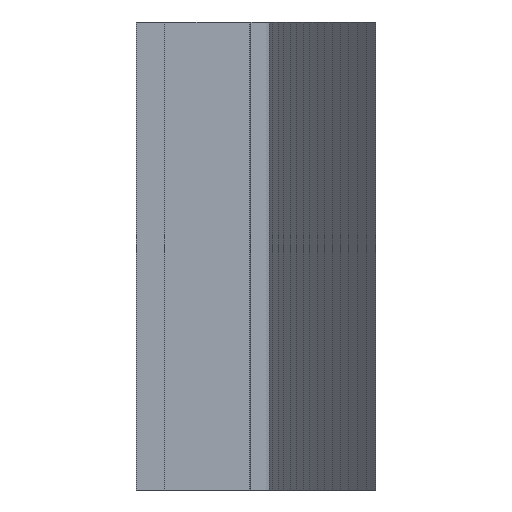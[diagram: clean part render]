
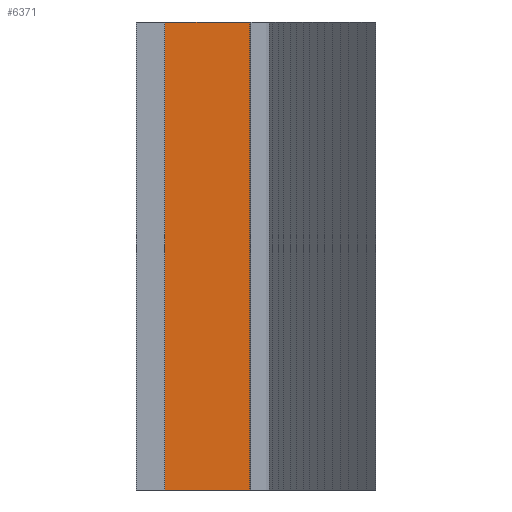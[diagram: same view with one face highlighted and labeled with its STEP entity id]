
A CAD part, left-side view. The second image highlights one B-rep face of the part: STEP entity #6371.
In plain terms, the highlighted planar face has unit normal (-1, 0, 0).
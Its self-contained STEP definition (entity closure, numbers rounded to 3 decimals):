
#3972 = PLANE('',#3973);
#3973 = AXIS2_PLACEMENT_3D('',#3974,#3975,#3976);
#3974 = CARTESIAN_POINT('',(10.,-92.108,10.));
#3975 = DIRECTION('',(0.,0.,1.));
#3976 = DIRECTION('',(1.,0.,-0.));
#4026 = PLANE('',#4027);
#4027 = AXIS2_PLACEMENT_3D('',#4028,#4029,#4030);
#4028 = CARTESIAN_POINT('',(10.,-92.108,0.));
#4029 = DIRECTION('',(0.,0.,1.));
#4030 = DIRECTION('',(1.,0.,-0.));
#4587 = VERTEX_POINT('',#4588);
#4588 = CARTESIAN_POINT('',(-31.,-90.489,10.));
#4602 = PLANE('',#4603);
#4603 = AXIS2_PLACEMENT_3D('',#4604,#4605,#4606);
#4604 = CARTESIAN_POINT('',(-28.,-92.221,8.));
#4605 = DIRECTION('',(-0.5,-0.866,0.));
#4606 = DIRECTION('',(-0.866,0.5,0.));
#4614 = EDGE_CURVE('',#4587,#4615,#4617,.T.);
#4615 = VERTEX_POINT('',#4616);
#4616 = CARTESIAN_POINT('',(-31.,-92.302,10.));
#4617 = SURFACE_CURVE('',#4618,(#4622,#4629),.PCURVE_S1.);
#4618 = LINE('',#4619,#4620);
#4619 = CARTESIAN_POINT('',(-31.,-90.489,10.));
#4620 = VECTOR('',#4621,1.);
#4621 = DIRECTION('',(0.,-1.,0.));
#4622 = PCURVE('',#3972,#4623);
#4623 = DEFINITIONAL_REPRESENTATION('',(#4624),#4628);
#4624 = LINE('',#4625,#4626);
#4625 = CARTESIAN_POINT('',(-41.,1.619));
#4626 = VECTOR('',#4627,1.);
#4627 = DIRECTION('',(0.,-1.));
#4628 = ( GEOMETRIC_REPRESENTATION_CONTEXT(2) 
PARAMETRIC_REPRESENTATION_CONTEXT() REPRESENTATION_CONTEXT('2D SPACE',''
  ) );
#4629 = PCURVE('',#4630,#4635);
#4630 = PLANE('',#4631);
#4631 = AXIS2_PLACEMENT_3D('',#4632,#4633,#4634);
#4632 = CARTESIAN_POINT('',(-31.,-90.489,8.));
#4633 = DIRECTION('',(1.,0.,0.));
#4634 = DIRECTION('',(0.,-1.,0.));
#4635 = DEFINITIONAL_REPRESENTATION('',(#4636),#4640);
#4636 = LINE('',#4637,#4638);
#4637 = CARTESIAN_POINT('',(0.,-2.));
#4638 = VECTOR('',#4639,1.);
#4639 = DIRECTION('',(1.,0.));
#4640 = ( GEOMETRIC_REPRESENTATION_CONTEXT(2) 
PARAMETRIC_REPRESENTATION_CONTEXT() REPRESENTATION_CONTEXT('2D SPACE',''
  ) );
#4658 = PLANE('',#4659);
#4659 = AXIS2_PLACEMENT_3D('',#4660,#4661,#4662);
#4660 = CARTESIAN_POINT('',(-32.,-92.39,8.));
#4661 = DIRECTION('',(-0.087,0.996,0.));
#4662 = DIRECTION('',(0.996,0.087,0.));
#5397 = VERTEX_POINT('',#5398);
#5398 = CARTESIAN_POINT('',(-31.,-90.489,0.));
#5419 = EDGE_CURVE('',#5397,#5420,#5422,.T.);
#5420 = VERTEX_POINT('',#5421);
#5421 = CARTESIAN_POINT('',(-31.,-92.302,0.));
#5422 = SURFACE_CURVE('',#5423,(#5427,#5434),.PCURVE_S1.);
#5423 = LINE('',#5424,#5425);
#5424 = CARTESIAN_POINT('',(-31.,-90.489,0.));
#5425 = VECTOR('',#5426,1.);
#5426 = DIRECTION('',(0.,-1.,0.));
#5427 = PCURVE('',#4026,#5428);
#5428 = DEFINITIONAL_REPRESENTATION('',(#5429),#5433);
#5429 = LINE('',#5430,#5431);
#5430 = CARTESIAN_POINT('',(-41.,1.619));
#5431 = VECTOR('',#5432,1.);
#5432 = DIRECTION('',(0.,-1.));
#5433 = ( GEOMETRIC_REPRESENTATION_CONTEXT(2) 
PARAMETRIC_REPRESENTATION_CONTEXT() REPRESENTATION_CONTEXT('2D SPACE',''
  ) );
#5434 = PCURVE('',#4630,#5435);
#5435 = DEFINITIONAL_REPRESENTATION('',(#5436),#5440);
#5436 = LINE('',#5437,#5438);
#5437 = CARTESIAN_POINT('',(-0.,8.));
#5438 = VECTOR('',#5439,1.);
#5439 = DIRECTION('',(1.,0.));
#5440 = ( GEOMETRIC_REPRESENTATION_CONTEXT(2) 
PARAMETRIC_REPRESENTATION_CONTEXT() REPRESENTATION_CONTEXT('2D SPACE',''
  ) );
#6348 = EDGE_CURVE('',#5397,#4587,#6349,.T.);
#6349 = SURFACE_CURVE('',#6350,(#6354,#6361),.PCURVE_S1.);
#6350 = LINE('',#6351,#6352);
#6351 = CARTESIAN_POINT('',(-31.,-90.489,0.));
#6352 = VECTOR('',#6353,1.);
#6353 = DIRECTION('',(0.,0.,1.));
#6354 = PCURVE('',#4602,#6355);
#6355 = DEFINITIONAL_REPRESENTATION('',(#6356),#6360);
#6356 = LINE('',#6357,#6358);
#6357 = CARTESIAN_POINT('',(3.464,8.));
#6358 = VECTOR('',#6359,1.);
#6359 = DIRECTION('',(0.,-1.));
#6360 = ( GEOMETRIC_REPRESENTATION_CONTEXT(2) 
PARAMETRIC_REPRESENTATION_CONTEXT() REPRESENTATION_CONTEXT('2D SPACE',''
  ) );
#6361 = PCURVE('',#4630,#6362);
#6362 = DEFINITIONAL_REPRESENTATION('',(#6363),#6367);
#6363 = LINE('',#6364,#6365);
#6364 = CARTESIAN_POINT('',(-0.,8.));
#6365 = VECTOR('',#6366,1.);
#6366 = DIRECTION('',(0.,-1.));
#6367 = ( GEOMETRIC_REPRESENTATION_CONTEXT(2) 
PARAMETRIC_REPRESENTATION_CONTEXT() REPRESENTATION_CONTEXT('2D SPACE',''
  ) );
#6371 = ADVANCED_FACE('',(#6372),#4630,.F.);
#6372 = FACE_BOUND('',#6373,.F.);
#6373 = EDGE_LOOP('',(#6374,#6395,#6396,#6397));
#6374 = ORIENTED_EDGE('',*,*,#6375,.F.);
#6375 = EDGE_CURVE('',#5420,#4615,#6376,.T.);
#6376 = SURFACE_CURVE('',#6377,(#6381,#6388),.PCURVE_S1.);
#6377 = LINE('',#6378,#6379);
#6378 = CARTESIAN_POINT('',(-31.,-92.302,0.));
#6379 = VECTOR('',#6380,1.);
#6380 = DIRECTION('',(0.,0.,1.));
#6381 = PCURVE('',#4630,#6382);
#6382 = DEFINITIONAL_REPRESENTATION('',(#6383),#6387);
#6383 = LINE('',#6384,#6385);
#6384 = CARTESIAN_POINT('',(1.814,8.));
#6385 = VECTOR('',#6386,1.);
#6386 = DIRECTION('',(0.,-1.));
#6387 = ( GEOMETRIC_REPRESENTATION_CONTEXT(2) 
PARAMETRIC_REPRESENTATION_CONTEXT() REPRESENTATION_CONTEXT('2D SPACE',''
  ) );
#6388 = PCURVE('',#4658,#6389);
#6389 = DEFINITIONAL_REPRESENTATION('',(#6390),#6394);
#6390 = LINE('',#6391,#6392);
#6391 = CARTESIAN_POINT('',(1.004,8.));
#6392 = VECTOR('',#6393,1.);
#6393 = DIRECTION('',(0.,-1.));
#6394 = ( GEOMETRIC_REPRESENTATION_CONTEXT(2) 
PARAMETRIC_REPRESENTATION_CONTEXT() REPRESENTATION_CONTEXT('2D SPACE',''
  ) );
#6395 = ORIENTED_EDGE('',*,*,#5419,.F.);
#6396 = ORIENTED_EDGE('',*,*,#6348,.T.);
#6397 = ORIENTED_EDGE('',*,*,#4614,.T.);
